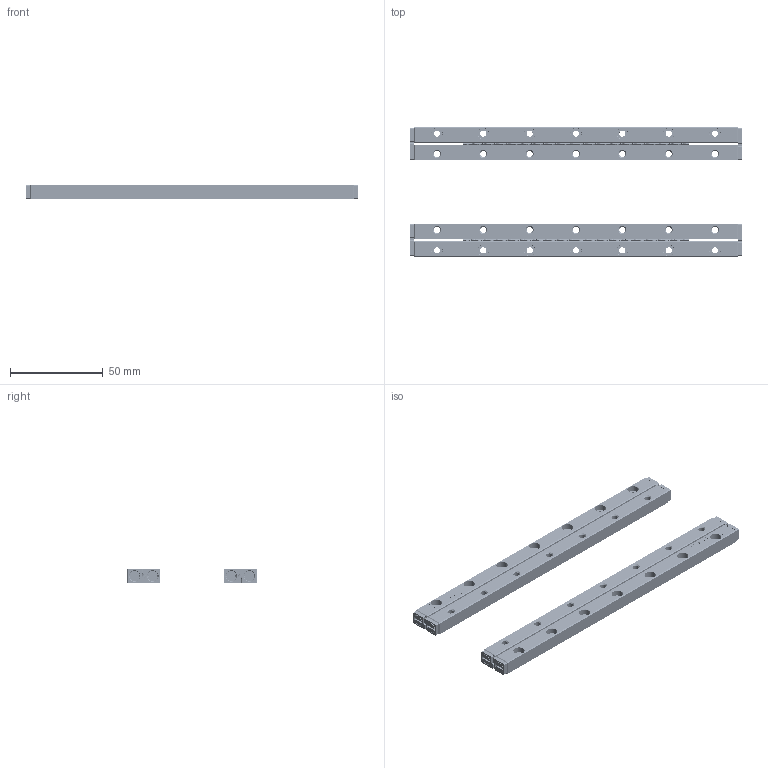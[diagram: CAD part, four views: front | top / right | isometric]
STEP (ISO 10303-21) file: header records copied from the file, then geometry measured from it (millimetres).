
FILE_DESCRIPTION(/* description */ (''),/* implementation_level */ '2;1');
FILE_NAME(/* name */ 'Set RSDE-3175x36KRE_stp.stp',/* time_stamp */ '2025-03-27T16:07:08+01:00',/* author */ (''),/* organization */ (''),/* preprocessor_version */ 'ST-DEVELOPER v16.7',/* originating_system */ 'SIEMENS PLM Software NX 12.0',/* authorisation */ '');
FILE_SCHEMA (('AUTOMOTIVE_DESIGN { 1 0 10303 214 3 1 1 1 }'));
Products named in the file (1): Set RSDE-3175x36KRE_stp
Bounding box: 179.1 x 70 x 8 mm (x, y, z)
Volume: 44131.4 mm3; surface area: 36200.8 mm2
Topology: 100 solids, 100 shells, 4532 faces, 12392 edges, 8120 vertices
Faces by surface type: plane 1864, cylinder 1468, torus 736, bspline 360, cone 104
Full cylindrical faces by diameter (mm): 0.45 x304, 2 x72, 2.6 x8, 3 x80, 3.2 x16, 3.3 x28, 6 x28
Entity records: 152635 total; most frequent: CARTESIAN_POINT 32373, DIRECTION 23010, ORIENTED_EDGE 22512, EDGE_CURVE 11256, AXIS2_PLACEMENT_3D 8677, VERTEX_POINT 7776, EDGE_LOOP 6040, LINE 5656
